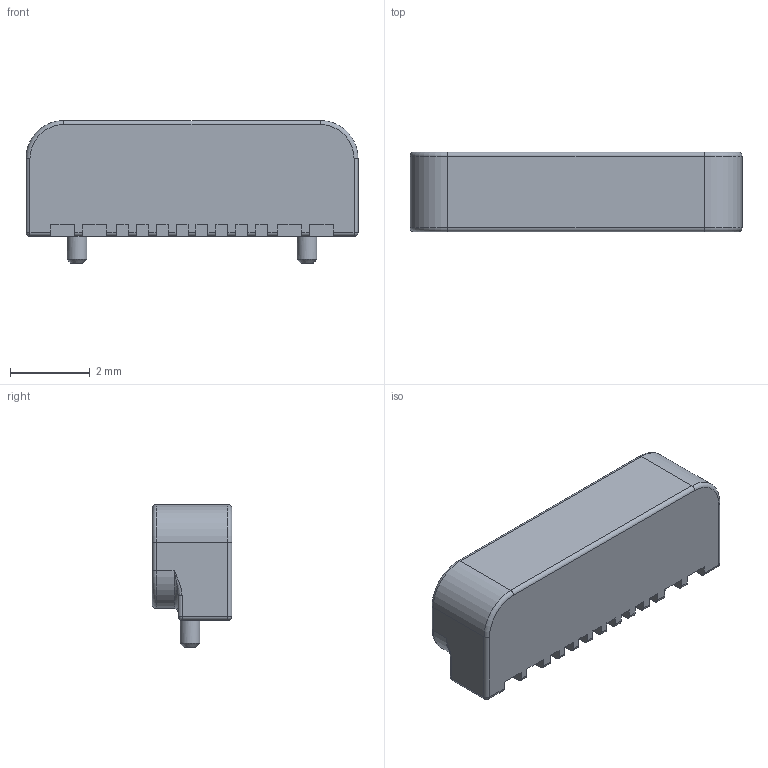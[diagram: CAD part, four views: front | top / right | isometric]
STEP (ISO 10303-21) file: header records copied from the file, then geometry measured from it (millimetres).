
FILE_DESCRIPTION(/* description */ ('STEP AP242 Edition 2','CAx-IF Rec.Pracs.---Representation and Presentation of Product Manufacturing Information (PMI)---4.0---2014-10-13','CAx-IF Rec.Pracs.---3D Tessellated Geometry---0.4---2014-09-14','2;1','CAx-IF Rec.Pracs.---User Defined Attributes---1.5---2016-08-15'),/* implementation_level */ '2;1');
FILE_NAME(/* name */ 'Assembly 1 - macropad 67 1.19.1 (40)',/* time_stamp */ '2026-01-05T12:41:22Z',/* author */ (''),/* organization */ (''),/* preprocessor_version */ 'ST-DEVELOPER v20',/* originating_system */ 'ONSHAPE BY PTC INC, 1.208',/* authorisation */ ' ');
FILE_SCHEMA (('AP242_MANAGED_MODEL_BASED_3D_ENGINEERING_MIM_LF { 1 0 10303 442 3 1 4 }'));
Length unit declared in the file: millimetre
Products named in the file (1): macropad 67 1.19.1
Bounding box: 8.34 x 2 x 3.59 mm (x, y, z)
Volume: 44.9 mm3; surface area: 92.8 mm2
Topology: 1 solids, 1 shells, 129 faces, 337 edges, 202 vertices
Faces by surface type: plane 64, cylinder 43, torus 12, sphere 6, bspline 2, cone 2
Full cylindrical faces by diameter (mm): 0.5 x2
Entity records: 3895 total; most frequent: CARTESIAN_POINT 731, DIRECTION 675, ORIENTED_EDGE 646, EDGE_CURVE 323, AXIS2_PLACEMENT_3D 228, LINE 219, VECTOR 219, VERTEX_POINT 200
